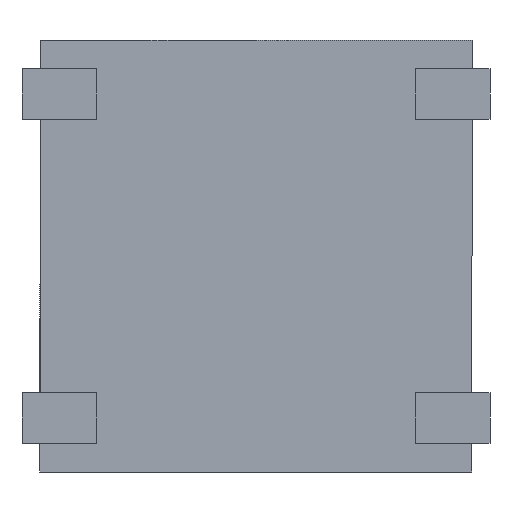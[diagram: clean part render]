
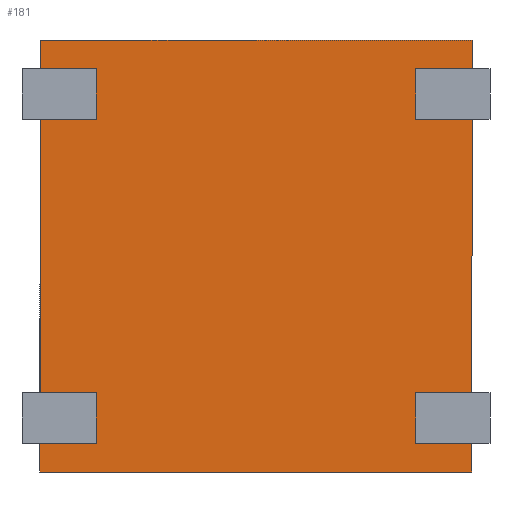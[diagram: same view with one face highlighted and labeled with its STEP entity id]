
A CAD part, front view. The second image highlights one B-rep face of the part: STEP entity #181.
In plain terms, the highlighted planar face has unit normal (0, -1, 0).
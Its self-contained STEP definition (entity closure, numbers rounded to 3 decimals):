
#10 = EDGE_CURVE ( 'NONE', #773, #571, #549, .T. ) ;
#13 = DIRECTION ( 'NONE',  ( 0., 0., 1. ) ) ;
#17 = EDGE_CURVE ( 'NONE', #764, #1115, #282, .T. ) ;
#22 = LINE ( 'NONE', #1158, #515 ) ;
#27 = ORIENTED_EDGE ( 'NONE', *, *, #462, .F. ) ;
#28 = VECTOR ( 'NONE', #871, 1000. ) ;
#35 = ORIENTED_EDGE ( 'NONE', *, *, #10, .T. ) ;
#36 = DIRECTION ( 'NONE',  ( 1., 0., 0. ) ) ;
#45 = DIRECTION ( 'NONE',  ( 1., 0., 0. ) ) ;
#57 = VERTEX_POINT ( 'NONE', #374 ) ;
#59 = AXIS2_PLACEMENT_3D ( 'NONE', #283, #583, #1285 ) ;
#61 = CARTESIAN_POINT ( 'NONE',  ( -3., 0., -2.6 ) ) ;
#62 = EDGE_CURVE ( 'NONE', #473, #272, #945, .T. ) ;
#66 = EDGE_CURVE ( 'NONE', #314, #878, #528, .T. ) ;
#72 = VECTOR ( 'NONE', #36, 1000. ) ;
#80 = CARTESIAN_POINT ( 'NONE',  ( 3., 0., -3. ) ) ;
#91 = PLANE ( 'NONE',  #59 ) ;
#104 = EDGE_CURVE ( 'NONE', #1003, #696, #393, .T. ) ;
#106 = DIRECTION ( 'NONE',  ( -1., 0., 0. ) ) ;
#118 = CARTESIAN_POINT ( 'NONE',  ( -3., 0., -3. ) ) ;
#120 = FACE_OUTER_BOUND ( 'NONE', #193, .T. ) ;
#121 = LINE ( 'NONE', #789, #888 ) ;
#126 = ORIENTED_EDGE ( 'NONE', *, *, #223, .F. ) ;
#134 = CARTESIAN_POINT ( 'NONE',  ( 2.215, 0., -1.9 ) ) ;
#139 = VERTEX_POINT ( 'NONE', #1263 ) ;
#160 = ORIENTED_EDGE ( 'NONE', *, *, #66, .F. ) ;
#164 = CARTESIAN_POINT ( 'NONE',  ( -3., 0., -3. ) ) ;
#166 = CARTESIAN_POINT ( 'NONE',  ( -2.215, 0., 2.6 ) ) ;
#175 = LINE ( 'NONE', #1236, #72 ) ;
#178 = VECTOR ( 'NONE', #664, 1000. ) ;
#179 = CARTESIAN_POINT ( 'NONE',  ( -3., 0., 1.9 ) ) ;
#180 = EDGE_CURVE ( 'NONE', #764, #385, #121, .T. ) ;
#181 = ADVANCED_FACE ( 'NONE', ( #120 ), #91, .F. ) ;
#184 = CARTESIAN_POINT ( 'NONE',  ( -3., 0., -1.9 ) ) ;
#193 = EDGE_LOOP ( 'NONE', ( #160, #697, #27, #711, #805, #1150, #1243, #346, #974, #126, #519, #950, #569, #411, #1291, #858, #35, #536, #683, #1202 ) ) ;
#223 = EDGE_CURVE ( 'NONE', #1115, #667, #656, .T. ) ;
#259 = CARTESIAN_POINT ( 'NONE',  ( 3., 0., 3. ) ) ;
#264 = VECTOR ( 'NONE', #985, 1000. ) ;
#269 = VECTOR ( 'NONE', #979, 1000. ) ;
#272 = VERTEX_POINT ( 'NONE', #836 ) ;
#282 = LINE ( 'NONE', #506, #791 ) ;
#283 = CARTESIAN_POINT ( 'NONE',  ( -3., 0., 3. ) ) ;
#289 = DIRECTION ( 'NONE',  ( -1., 0., 0. ) ) ;
#293 = EDGE_CURVE ( 'NONE', #314, #1246, #841, .T. ) ;
#314 = VERTEX_POINT ( 'NONE', #620 ) ;
#346 = ORIENTED_EDGE ( 'NONE', *, *, #104, .T. ) ;
#360 = LINE ( 'NONE', #465, #1049 ) ;
#371 = DIRECTION ( 'NONE',  ( 0., 0., -1. ) ) ;
#374 = CARTESIAN_POINT ( 'NONE',  ( -2.215, 0., 2.6 ) ) ;
#385 = VERTEX_POINT ( 'NONE', #61 ) ;
#393 = LINE ( 'NONE', #179, #989 ) ;
#411 = ORIENTED_EDGE ( 'NONE', *, *, #459, .F. ) ;
#412 = LINE ( 'NONE', #834, #723 ) ;
#424 = VERTEX_POINT ( 'NONE', #259 ) ;
#433 = CARTESIAN_POINT ( 'NONE',  ( -3., 0., 3. ) ) ;
#453 = VERTEX_POINT ( 'NONE', #1169 ) ;
#459 = EDGE_CURVE ( 'NONE', #272, #139, #22, .T. ) ;
#462 = EDGE_CURVE ( 'NONE', #424, #1246, #360, .T. ) ;
#465 = CARTESIAN_POINT ( 'NONE',  ( 3., 0., -3. ) ) ;
#468 = EDGE_CURVE ( 'NONE', #1240, #453, #659, .T. ) ;
#473 = VERTEX_POINT ( 'NONE', #972 ) ;
#484 = VECTOR ( 'NONE', #1017, 1000. ) ;
#485 = CARTESIAN_POINT ( 'NONE',  ( -3., 0., 2.6 ) ) ;
#500 = CARTESIAN_POINT ( 'NONE',  ( 2.215, 0., 1.9 ) ) ;
#506 = CARTESIAN_POINT ( 'NONE',  ( -2.215, 0., -2.6 ) ) ;
#510 = CARTESIAN_POINT ( 'NONE',  ( -3., 0., 2.6 ) ) ;
#515 = VECTOR ( 'NONE', #1056, 1000. ) ;
#519 = ORIENTED_EDGE ( 'NONE', *, *, #17, .F. ) ;
#528 = LINE ( 'NONE', #1187, #1035 ) ;
#536 = ORIENTED_EDGE ( 'NONE', *, *, #1103, .T. ) ;
#549 = LINE ( 'NONE', #1209, #1082 ) ;
#567 = EDGE_CURVE ( 'NONE', #453, #424, #938, .T. ) ;
#569 = ORIENTED_EDGE ( 'NONE', *, *, #779, .F. ) ;
#571 = VERTEX_POINT ( 'NONE', #134 ) ;
#583 = DIRECTION ( 'NONE',  ( 0., 1., 0. ) ) ;
#620 = CARTESIAN_POINT ( 'NONE',  ( 2.215, 0., 2.6 ) ) ;
#622 = DIRECTION ( 'NONE',  ( 0., 0., 1. ) ) ;
#637 = EDGE_CURVE ( 'NONE', #57, #1003, #880, .T. ) ;
#655 = CARTESIAN_POINT ( 'NONE',  ( 3., 0., -3. ) ) ;
#656 = LINE ( 'NONE', #184, #756 ) ;
#659 = LINE ( 'NONE', #164, #1272 ) ;
#661 = VERTEX_POINT ( 'NONE', #1161 ) ;
#664 = DIRECTION ( 'NONE',  ( 0., 0., -1. ) ) ;
#666 = LINE ( 'NONE', #118, #806 ) ;
#667 = VERTEX_POINT ( 'NONE', #865 ) ;
#682 = LINE ( 'NONE', #510, #1215 ) ;
#683 = ORIENTED_EDGE ( 'NONE', *, *, #797, .F. ) ;
#692 = CARTESIAN_POINT ( 'NONE',  ( 3., 0., 2.6 ) ) ;
#696 = VERTEX_POINT ( 'NONE', #1085 ) ;
#697 = ORIENTED_EDGE ( 'NONE', *, *, #293, .T. ) ;
#711 = ORIENTED_EDGE ( 'NONE', *, *, #567, .F. ) ;
#712 = VECTOR ( 'NONE', #1143, 1000. ) ;
#723 = VECTOR ( 'NONE', #45, 1000. ) ;
#729 = DIRECTION ( 'NONE',  ( 1., 0., 0. ) ) ;
#740 = CARTESIAN_POINT ( 'NONE',  ( 3., 0., -1.9 ) ) ;
#748 = CARTESIAN_POINT ( 'NONE',  ( -2.215, 0., -1.9 ) ) ;
#756 = VECTOR ( 'NONE', #289, 1000. ) ;
#764 = VERTEX_POINT ( 'NONE', #1154 ) ;
#773 = VERTEX_POINT ( 'NONE', #868 ) ;
#779 = EDGE_CURVE ( 'NONE', #139, #385, #1055, .T. ) ;
#789 = CARTESIAN_POINT ( 'NONE',  ( -3., 0., -2.6 ) ) ;
#791 = VECTOR ( 'NONE', #13, 1000. ) ;
#797 = EDGE_CURVE ( 'NONE', #661, #814, #849, .T. ) ;
#805 = ORIENTED_EDGE ( 'NONE', *, *, #468, .F. ) ;
#806 = VECTOR ( 'NONE', #622, 1000. ) ;
#814 = VERTEX_POINT ( 'NONE', #879 ) ;
#834 = CARTESIAN_POINT ( 'NONE',  ( 3., 0., 1.9 ) ) ;
#836 = CARTESIAN_POINT ( 'NONE',  ( 3., 0., -3. ) ) ;
#841 = LINE ( 'NONE', #1043, #484 ) ;
#849 = LINE ( 'NONE', #655, #269 ) ;
#858 = ORIENTED_EDGE ( 'NONE', *, *, #1023, .F. ) ;
#865 = CARTESIAN_POINT ( 'NONE',  ( -3., 0., -1.9 ) ) ;
#868 = CARTESIAN_POINT ( 'NONE',  ( 2.215, 0., -2.6 ) ) ;
#871 = DIRECTION ( 'NONE',  ( 0., 0., 1. ) ) ;
#878 = VERTEX_POINT ( 'NONE', #500 ) ;
#879 = CARTESIAN_POINT ( 'NONE',  ( 3., 0., -1.9 ) ) ;
#880 = LINE ( 'NONE', #166, #178 ) ;
#888 = VECTOR ( 'NONE', #1294, 1000. ) ;
#921 = EDGE_CURVE ( 'NONE', #57, #1240, #682, .T. ) ;
#938 = LINE ( 'NONE', #433, #999 ) ;
#945 = LINE ( 'NONE', #80, #264 ) ;
#950 = ORIENTED_EDGE ( 'NONE', *, *, #180, .T. ) ;
#972 = CARTESIAN_POINT ( 'NONE',  ( 3., 0., -2.6 ) ) ;
#974 = ORIENTED_EDGE ( 'NONE', *, *, #982, .F. ) ;
#979 = DIRECTION ( 'NONE',  ( 0., 0., -1. ) ) ;
#982 = EDGE_CURVE ( 'NONE', #667, #696, #666, .T. ) ;
#985 = DIRECTION ( 'NONE',  ( 0., 0., -1. ) ) ;
#989 = VECTOR ( 'NONE', #1159, 1000. ) ;
#999 = VECTOR ( 'NONE', #729, 1000. ) ;
#1003 = VERTEX_POINT ( 'NONE', #1234 ) ;
#1017 = DIRECTION ( 'NONE',  ( 1., 0., 0. ) ) ;
#1023 = EDGE_CURVE ( 'NONE', #773, #473, #175, .T. ) ;
#1035 = VECTOR ( 'NONE', #1177, 1000. ) ;
#1041 = LINE ( 'NONE', #740, #712 ) ;
#1043 = CARTESIAN_POINT ( 'NONE',  ( 3., 0., 2.6 ) ) ;
#1049 = VECTOR ( 'NONE', #371, 1000. ) ;
#1055 = LINE ( 'NONE', #1179, #28 ) ;
#1056 = DIRECTION ( 'NONE',  ( -1., 0., 0. ) ) ;
#1073 = DIRECTION ( 'NONE',  ( 0., 0., 1. ) ) ;
#1082 = VECTOR ( 'NONE', #1114, 1000. ) ;
#1085 = CARTESIAN_POINT ( 'NONE',  ( -3., 0., 1.9 ) ) ;
#1091 = EDGE_CURVE ( 'NONE', #878, #661, #412, .T. ) ;
#1103 = EDGE_CURVE ( 'NONE', #571, #814, #1041, .T. ) ;
#1114 = DIRECTION ( 'NONE',  ( 0., 0., 1. ) ) ;
#1115 = VERTEX_POINT ( 'NONE', #748 ) ;
#1143 = DIRECTION ( 'NONE',  ( 1., 0., 0. ) ) ;
#1150 = ORIENTED_EDGE ( 'NONE', *, *, #921, .F. ) ;
#1154 = CARTESIAN_POINT ( 'NONE',  ( -2.215, 0., -2.6 ) ) ;
#1158 = CARTESIAN_POINT ( 'NONE',  ( -3., 0., -3. ) ) ;
#1159 = DIRECTION ( 'NONE',  ( -1., 0., 0. ) ) ;
#1161 = CARTESIAN_POINT ( 'NONE',  ( 3., 0., 1.9 ) ) ;
#1169 = CARTESIAN_POINT ( 'NONE',  ( -3., 0., 3. ) ) ;
#1177 = DIRECTION ( 'NONE',  ( 0., 0., -1. ) ) ;
#1179 = CARTESIAN_POINT ( 'NONE',  ( -3., 0., -3. ) ) ;
#1187 = CARTESIAN_POINT ( 'NONE',  ( 2.215, 0., 2.6 ) ) ;
#1202 = ORIENTED_EDGE ( 'NONE', *, *, #1091, .F. ) ;
#1209 = CARTESIAN_POINT ( 'NONE',  ( 2.215, 0., -2.6 ) ) ;
#1215 = VECTOR ( 'NONE', #106, 1000. ) ;
#1234 = CARTESIAN_POINT ( 'NONE',  ( -2.215, 0., 1.9 ) ) ;
#1236 = CARTESIAN_POINT ( 'NONE',  ( 3., 0., -2.6 ) ) ;
#1240 = VERTEX_POINT ( 'NONE', #485 ) ;
#1243 = ORIENTED_EDGE ( 'NONE', *, *, #637, .T. ) ;
#1246 = VERTEX_POINT ( 'NONE', #692 ) ;
#1263 = CARTESIAN_POINT ( 'NONE',  ( -3., 0., -3. ) ) ;
#1272 = VECTOR ( 'NONE', #1073, 1000. ) ;
#1285 = DIRECTION ( 'NONE',  ( 0., 0., 1. ) ) ;
#1291 = ORIENTED_EDGE ( 'NONE', *, *, #62, .F. ) ;
#1294 = DIRECTION ( 'NONE',  ( -1., 0., 0. ) ) ;
